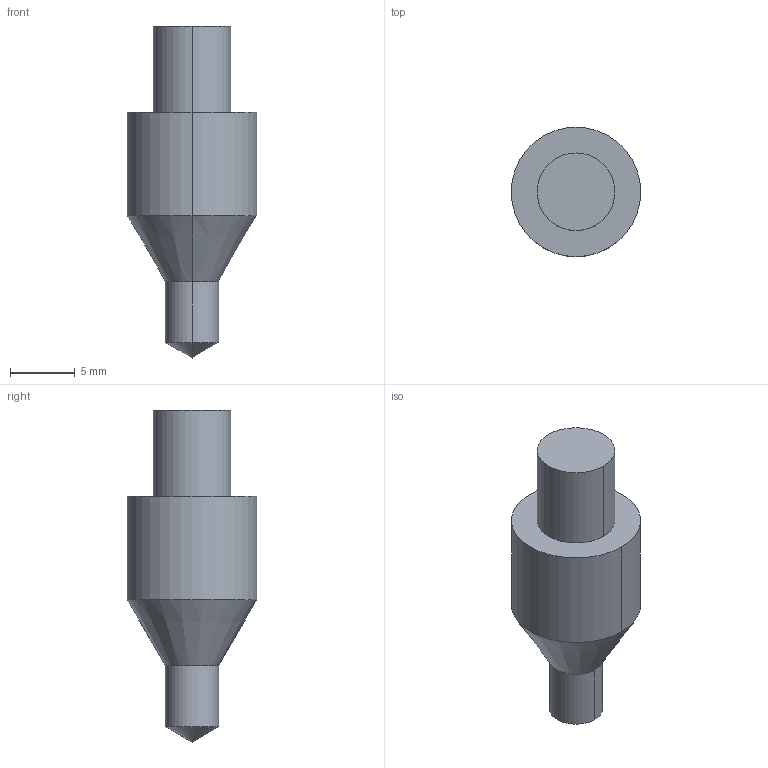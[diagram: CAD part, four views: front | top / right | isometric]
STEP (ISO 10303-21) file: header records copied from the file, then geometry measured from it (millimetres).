
FILE_DESCRIPTION((''),'2;1');
FILE_NAME('45Z04111T6RA19','2015-11-19T',('goebels'),(''),'PRO/ENGINEER BY PARAMETRIC TECHNOLOGY CORPORATION, 2011490','PRO/ENGINEER BY PARAMETRIC TECHNOLOGY CORPORATION, 2011490','');
FILE_SCHEMA(('AUTOMOTIVE_DESIGN { 1 2 10303 214 0 1 1 1 }'));
Length unit declared in the file: millimetre
Products named in the file (3): CUT; NOCUT; 45Z04111T6RA19
Assembly tree (2 placements, depth 2):
  45Z04111T6RA19
    CUT
    NOCUT
Bounding box: 10 x 10 x 25.65 mm (x, y, z)
Volume: 1095.9 mm3; surface area: 688.9 mm2
Topology: 2 solids, 2 shells, 14 faces, 28 edges, 19 vertices
Faces by surface type: cylinder 6, plane 4, cone 4
Entity records: 684 total; most frequent: DIRECTION 96, CARTESIAN_POINT 76, ORIENTED_EDGE 48, AXIS2_PLACEMENT_3D 42, PRESENTATION_STYLE_ASSIGNMENT 33, STYLED_ITEM 33, CURVE_STYLE 31, EDGE_CURVE 24
